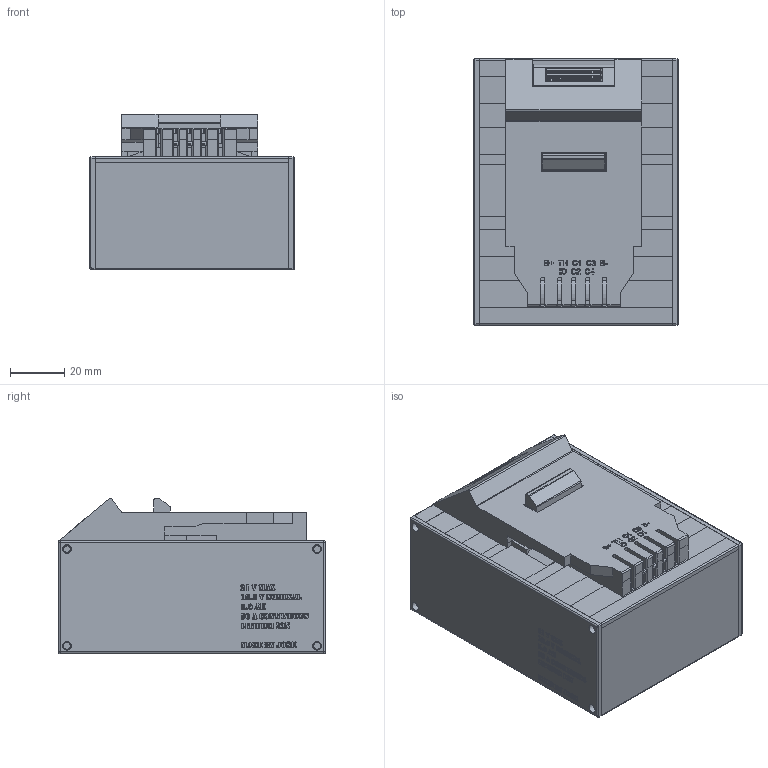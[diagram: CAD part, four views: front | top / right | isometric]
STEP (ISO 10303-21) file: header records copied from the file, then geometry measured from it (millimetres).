
FILE_DESCRIPTION(/* description */ (''),/* implementation_level */ '2;1');
FILE_NAME(/* name */ '5S2P Pack.step',/* time_stamp */ '2025-09-07T23:43:19-03:00',/* author */ (''),/* organization */ (''),/* preprocessor_version */ 'ST-DEVELOPER v20.1',/* originating_system */ 'Autodesk Translation Framework v14.10.0.0',/* authorisation */ '');
FILE_SCHEMA (('AUTOMOTIVE_DESIGN { 1 0 10303 214 3 1 1 }'));
Length unit declared in the file: millimetre
Products named in the file (2): 2025-09-06-15-09-44-501; 2025-09-05-13-07-20-467
Assembly tree (10 placements, depth 2):
  2025-09-06-15-09-44-501
    2025-09-05-13-07-20-467  x10
Bounding box: 75.32 x 98 x 57.38 mm (x, y, z)
Volume: 296796.8 mm3; surface area: 141134 mm2
Topology: 23 solids, 23 shells, 1250 faces, 3042 edges, 1976 vertices
Faces by surface type: plane 790, bspline 250, cylinder 174, torus 30, sphere 6
Full cylindrical faces by diameter (mm): 2 x4, 2.529 x4, 3.2 x8, 6.2 x10, 18.4 x10
Entity records: 43992 total; most frequent: CARTESIAN_POINT 17078, ORIENTED_EDGE 5868, DIRECTION 4665, EDGE_CURVE 2934, LINE 2089, VECTOR 2089, VERTEX_POINT 1913, EDGE_LOOP 1358
